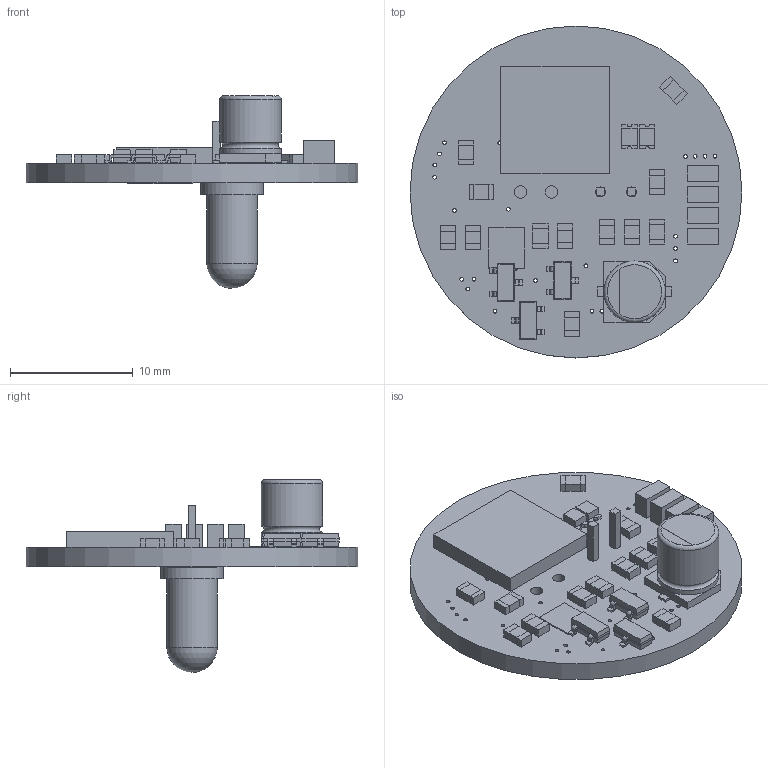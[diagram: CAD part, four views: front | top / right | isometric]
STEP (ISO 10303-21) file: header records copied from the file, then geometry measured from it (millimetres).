
FILE_DESCRIPTION(/* description */ (''),/* implementation_level */ '2;1');
FILE_NAME(/* name */ 'fe2f7cf0-fd19-4f1e-97d0-6787973e03da.zip.stp',/* time_stamp */ '2023-12-19T10:49:51Z',/* author */ (''),/* organization */ (''),/* preprocessor_version */ 'ST-DEVELOPER v20',/* originating_system */ 'Autodesk Translation Framework v12.14.0.127',/* authorisation */ '');
FILE_SCHEMA (('AUTOMOTIVE_DESIGN { 1 0 10303 214 3 1 1 }'));
Length unit declared in the file: millimetre
Products named in the file (13): d0Reader; PCB Component; Board; KCL5587S; CHIPLED_0805; SFH_309_FA-4/5; 22u EEEHA1C220R; 100n; SN74LVC1G17DBVR; BC817-16LT1SMD; FT232RL; WIREPADSMD1,27-254; 220
Assembly tree (28 placements, depth 3):
  d0Reader
    PCB Component
      Board
      100n  x5
      KCL5587S
      CHIPLED_0805  x2
      SFH_309_FA-4/5
      22u EEEHA1C220R
      BC817-16LT1SMD  x3
      SN74LVC1G17DBVR
      FT232RL
      WIREPADSMD1,27-254  x4
      220  x7
Bounding box: 27 x 27 x 15.68 mm (x, y, z)
Volume: 1281.5 mm3; surface area: 2178.5 mm2
Topology: 27 solids, 27 shells, 513 faces, 1295 edges, 840 vertices
Faces by surface type: plane 432, cylinder 78, torus 2, sphere 1
Full cylindrical faces by diameter (mm): 0.3 x28, 0.813 x2, 1 x2, 4.1 x1, 5 x2, 5.1 x1, 27 x1
Entity records: 7316 total; most frequent: DIRECTION 1169, CARTESIAN_POINT 1151, ORIENTED_EDGE 1084, EDGE_CURVE 542, LINE 429, VECTOR 429, AXIS2_PLACEMENT_3D 370, VERTEX_POINT 352
